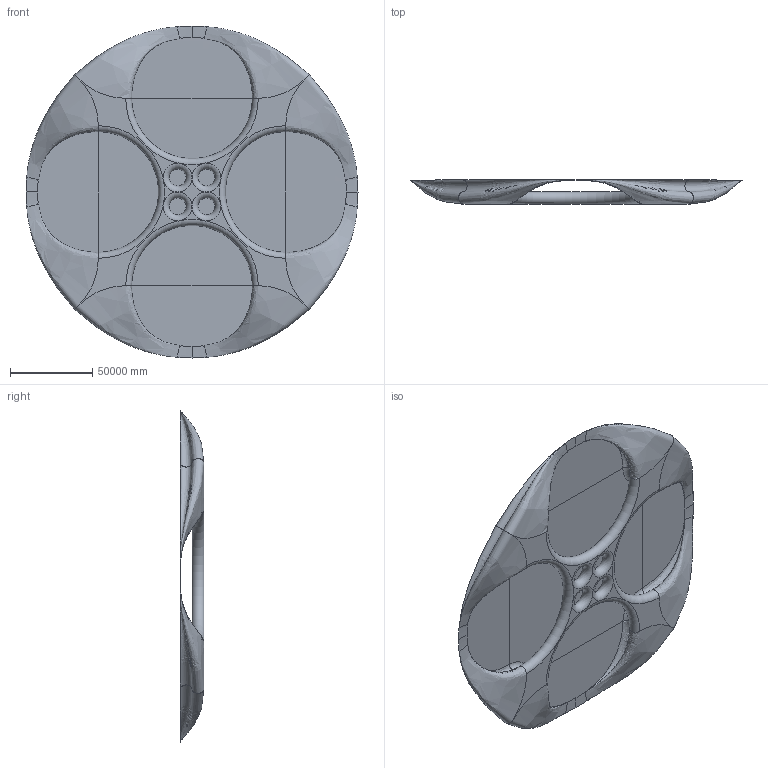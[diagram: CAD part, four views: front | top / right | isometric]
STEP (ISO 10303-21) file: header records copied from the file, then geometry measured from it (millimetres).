
FILE_DESCRIPTION (( 'STEP AP214' ), '1' );
FILE_NAME ('P?T?.T?PDL?.???????????????????????????????????????????????????????????????????????.SLDPRT.STEP', '2022-03-10T10:38:40', ( ' ' ), ( '' ), 'SwSTEP 2.0', 'SolidWorks 2020', '' );
FILE_SCHEMA (( 'AUTOMOTIVE_DESIGN' ));
Products named in the file (1): P?T?.T?PDL?.???????????????????????????????????????????????????????????????????????.SLDPRT
Bounding box: 202318.15 x 14515.12 x 202318.15 mm (x, y, z)
Surface area: 54041540447.9 mm2 (no closed solid volume)
Topology: 0 solids, 1 shells, 59 faces, 168 edges, 96 vertices
Faces by surface type: plane 27, bspline 20, torus 12
Entity records: 92331 total; most frequent: CARTESIAN_POINT 90867, ORIENTED_EDGE 312, DIRECTION 304, EDGE_CURVE 164, AXIS2_PLACEMENT_3D 152, CIRCLE 112, VERTEX_POINT 96, EDGE_LOOP 63
